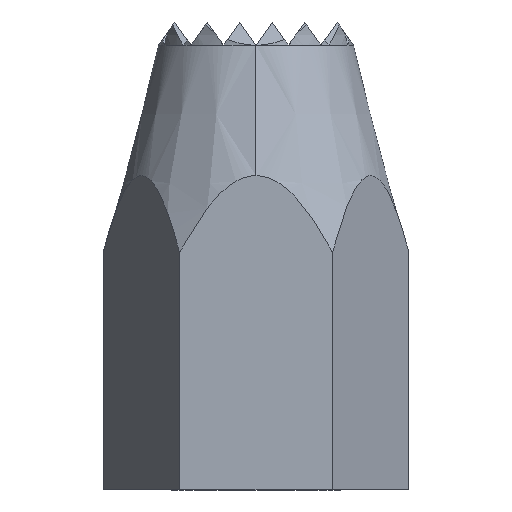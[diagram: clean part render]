
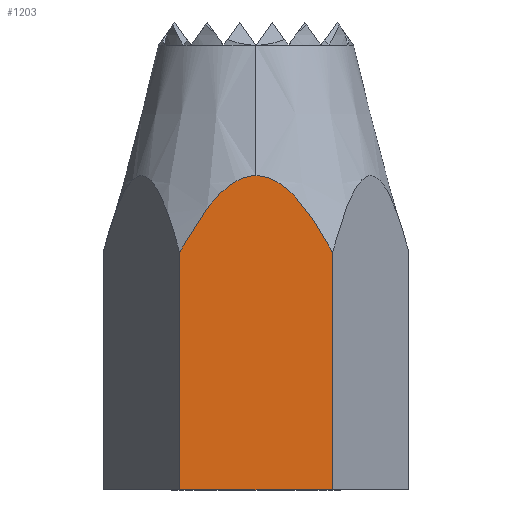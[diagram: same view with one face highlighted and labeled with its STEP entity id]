
A CAD part, front view. The second image highlights one B-rep face of the part: STEP entity #1203.
In plain terms, the highlighted planar face has unit normal (0, -1, 0).
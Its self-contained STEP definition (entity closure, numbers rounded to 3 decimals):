
#637=VERTEX_POINT('',#1879);
#645=VERTEX_POINT('',#1888);
#919=EDGE_CURVE('',#1359,#645,#2195,.T.);
#1187=EDGE_CURVE('',#1323,#1837,#2506,.T.);
#1203=ADVANCED_FACE('',(#2525),#2526,.T.);
#1293=EDGE_CURVE('',#1323,#637,#2632,.T.);
#1323=VERTEX_POINT('',#2663);
#1359=VERTEX_POINT('',#2705);
#1513=EDGE_CURVE('',#637,#1359,#2881,.T.);
#1709=EDGE_CURVE('',#645,#1837,#3101,.T.);
#1837=VERTEX_POINT('',#3250);
#1879=CARTESIAN_POINT('',(-4.9,-8.487,0.));
#1888=CARTESIAN_POINT('',(0.,-8.487,20.151));
#2195=(B_SPLINE_CURVE(2,(#3742,#3743,#3744),.UNSPECIFIED.,.F.,.F.)B_SPLINE_CURVE_WITH_KNOTS((3,3),(0.0,13.859),.UNSPECIFIED.)RATIONAL_B_SPLINE_CURVE((1.0,1.155,1.0))BOUNDED_CURVE()REPRESENTATION_ITEM('')GEOMETRIC_REPRESENTATION_ITEM()CURVE());
#2506=LINE('',#4171,#4172);
#2525=FACE_OUTER_BOUND('',#4195,.T.);
#2526=PLANE('',#4196);
#2632=LINE('',#4341,#4342);
#2663=CARTESIAN_POINT('',(4.9,-8.487,0.));
#2705=CARTESIAN_POINT('',(-4.9,-8.487,15.251));
#2881=LINE('',#4713,#4714);
#3101=(B_SPLINE_CURVE(2,(#5036,#5037,#5038),.UNSPECIFIED.,.F.,.F.)B_SPLINE_CURVE_WITH_KNOTS((3,3),(0.0,13.859),.UNSPECIFIED.)RATIONAL_B_SPLINE_CURVE((1.0,1.155,1.0))BOUNDED_CURVE()REPRESENTATION_ITEM('')GEOMETRIC_REPRESENTATION_ITEM()CURVE());
#3250=CARTESIAN_POINT('',(4.9,-8.487,15.251));
#3742=CARTESIAN_POINT('',(-4.9,-8.487,15.251));
#3743=CARTESIAN_POINT('',(0.,-8.487,24.395));
#3744=CARTESIAN_POINT('',(4.9,-8.487,15.251));
#4171=CARTESIAN_POINT('',(4.9,-8.487,7.626));
#4172=VECTOR('',#6053,1.0);
#4195=EDGE_LOOP('',(#6085,#6086,#6087,#6088,#6089));
#4196=AXIS2_PLACEMENT_3D('',#6090,#6091,#6092);
#4341=CARTESIAN_POINT('',(2.45,-8.487,0.));
#4342=VECTOR('',#6248,1.0);
#4713=CARTESIAN_POINT('',(-4.9,-8.487,7.626));
#4714=VECTOR('',#6550,1.0);
#5036=CARTESIAN_POINT('',(-4.9,-8.487,15.251));
#5037=CARTESIAN_POINT('',(0.,-8.487,24.395));
#5038=CARTESIAN_POINT('',(4.9,-8.487,15.251));
#6053=DIRECTION('',(0.0,0.0,1.0));
#6085=ORIENTED_EDGE('',*,*,#919,.F.);
#6086=ORIENTED_EDGE('',*,*,#1513,.F.);
#6087=ORIENTED_EDGE('',*,*,#1293,.F.);
#6088=ORIENTED_EDGE('',*,*,#1187,.T.);
#6089=ORIENTED_EDGE('',*,*,#1709,.F.);
#6090=CARTESIAN_POINT('',(4.9,-8.487,0.));
#6091=DIRECTION('',(0.0,-1.0,0.));
#6092=DIRECTION('',(0.,0.,1.0));
#6248=DIRECTION('',(-1.0,0.0,0.0));
#6550=DIRECTION('',(0.0,0.0,1.0));
